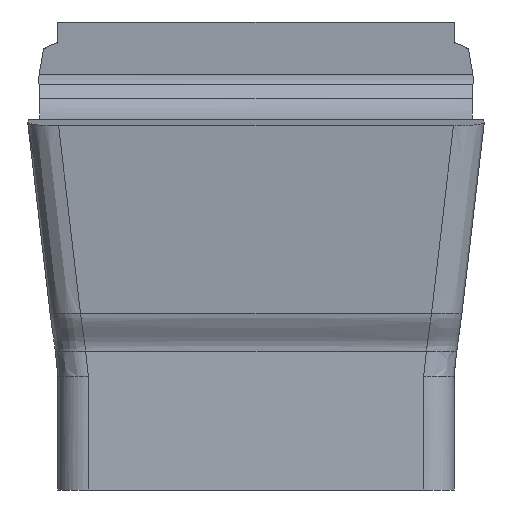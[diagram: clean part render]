
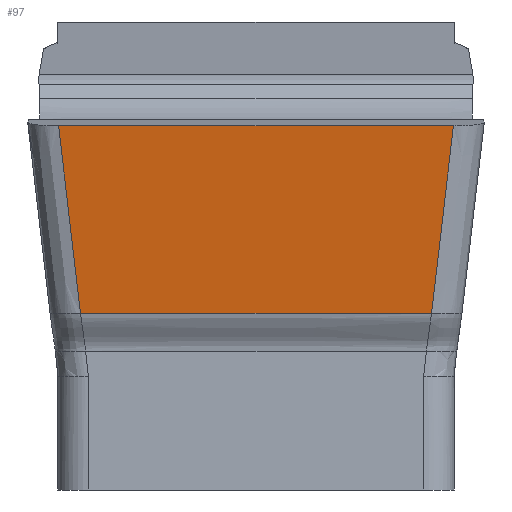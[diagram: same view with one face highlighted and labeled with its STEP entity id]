
A CAD part, front view. The second image highlights one B-rep face of the part: STEP entity #97.
In plain terms, the highlighted planar face has unit normal (0, -0.993, -0.122).
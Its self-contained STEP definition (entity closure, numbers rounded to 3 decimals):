
#97=ADVANCED_FACE('SIDE_FP_AN_SU1',(#179),#145,.T.);
#145=PLANE('',#1107);
#179=FACE_OUTER_BOUND('',#235,.T.);
#235=EDGE_LOOP('',(#407,#408,#409,#410));
#407=ORIENTED_EDGE('',*,*,#782,.T.);
#408=ORIENTED_EDGE('',*,*,#787,.T.);
#409=ORIENTED_EDGE('',*,*,#784,.T.);
#410=ORIENTED_EDGE('',*,*,#788,.F.);
#663=VERTEX_POINT('',#2095);
#664=VERTEX_POINT('',#2100);
#665=VERTEX_POINT('',#2140);
#666=VERTEX_POINT('',#2141);
#782=EDGE_CURVE('',#664,#663,#1052,.T.);
#784=EDGE_CURVE('',#665,#666,#1054,.T.);
#787=EDGE_CURVE('',#663,#665,#881,.T.);
#788=EDGE_CURVE('',#664,#666,#882,.T.);
#881=LINE('',#2193,#955);
#882=LINE('',#2194,#956);
#955=VECTOR('',#1211,1.);
#956=VECTOR('',#1212,1.);
#1052=B_SPLINE_CURVE_WITH_KNOTS('',3,(#2096,#2097,#2098,#2099),
 .UNSPECIFIED.,.F.,.F.,(4,4),(0.,1.),.UNSPECIFIED.);
#1054=B_SPLINE_CURVE_WITH_KNOTS('',3,(#2136,#2137,#2138,#2139),
 .UNSPECIFIED.,.F.,.F.,(4,4),(0.,1.),.UNSPECIFIED.);
#1107=AXIS2_PLACEMENT_3D('',#2195,#1213,#1214);
#1211=DIRECTION('',(-1.,0.,0.));
#1212=DIRECTION('',(-1.,0.,0.));
#1213=DIRECTION('',(0.,-0.993,-0.122));
#1214=DIRECTION('',(-1.,0.,0.));
#2095=CARTESIAN_POINT('',(2.592,-12.58,0.107));
#2096=CARTESIAN_POINT('',(2.304,-12.279,-2.351));
#2097=CARTESIAN_POINT('',(2.4,-12.379,-1.531));
#2098=CARTESIAN_POINT('',(2.496,-12.48,-0.712));
#2099=CARTESIAN_POINT('',(2.592,-12.58,0.107));
#2100=CARTESIAN_POINT('',(2.304,-12.279,-2.351));
#2136=CARTESIAN_POINT('',(-2.592,-12.58,0.107));
#2137=CARTESIAN_POINT('',(-2.496,-12.48,-0.712));
#2138=CARTESIAN_POINT('',(-2.4,-12.379,-1.531));
#2139=CARTESIAN_POINT('',(-2.304,-12.279,-2.351));
#2140=CARTESIAN_POINT('',(-2.592,-12.58,0.107));
#2141=CARTESIAN_POINT('',(-2.304,-12.279,-2.351));
#2193=CARTESIAN_POINT('',(0.,-12.58,0.107));
#2194=CARTESIAN_POINT('',(0.,-12.279,-2.351));
#2195=CARTESIAN_POINT('',(0.,-13.116,4.472));
